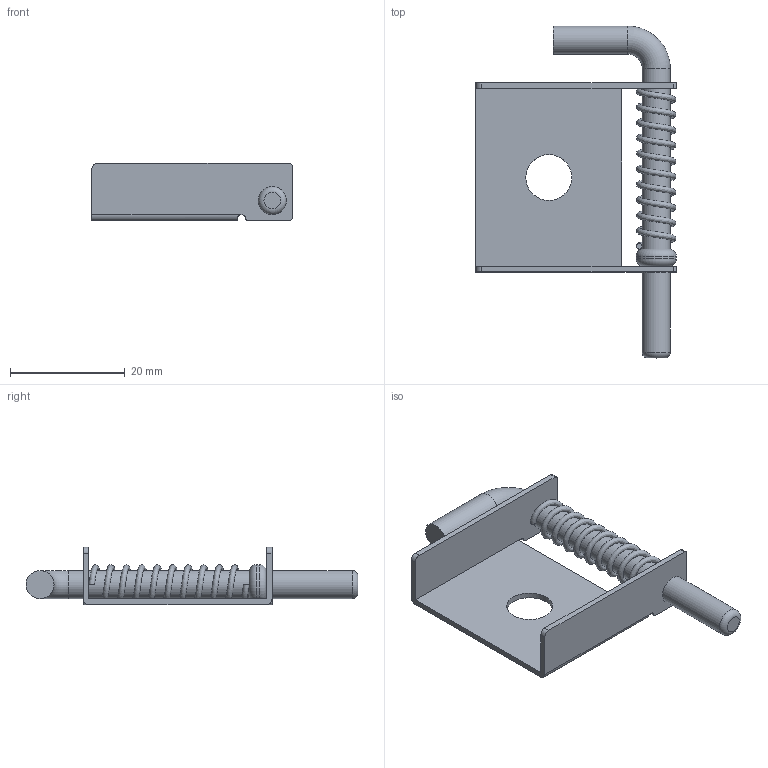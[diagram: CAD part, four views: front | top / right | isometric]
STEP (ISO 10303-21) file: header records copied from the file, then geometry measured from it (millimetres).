
FILE_DESCRIPTION(/* description */ (''),/* implementation_level */ '2;1');
FILE_NAME(/* name */ 'DR_HSN14.stp',/* time_stamp */ '2018-08-11T16:39:33+09:00',/* author */ ('user'),/* organization */ (''),/* preprocessor_version */ 'ST-DEVELOPER v15.6',/* originating_system */ 'Autodesk Inventor 2015',/* authorisation */ '');
FILE_SCHEMA (('AUTOMOTIVE_DESIGN { 1 0 10303 214 3 1 1 }'));
Length unit declared in the file: millimetre
Products named in the file (1): DR_HSN14
Bounding box: 35 x 57.95 x 10 mm (x, y, z)
Volume: 2921.8 mm3; surface area: 4774 mm2
Topology: 3 solids, 3 shells, 46 faces, 113 edges, 73 vertices
Faces by surface type: cylinder 21, plane 20, torus 4, bspline 1
Full cylindrical faces by diameter (mm): 4.9 x5, 7 x1, 8 x1
Entity records: 2751 total; most frequent: CARTESIAN_POINT 1653, DIRECTION 232, ORIENTED_EDGE 200, EDGE_CURVE 100, AXIS2_PLACEMENT_3D 89, VERTEX_POINT 71, EDGE_LOOP 63, LINE 54
